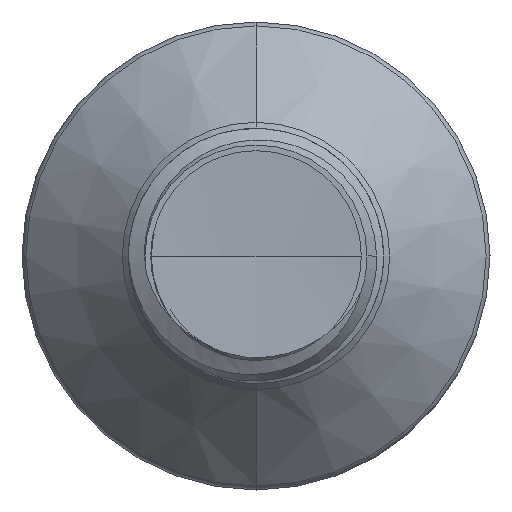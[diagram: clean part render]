
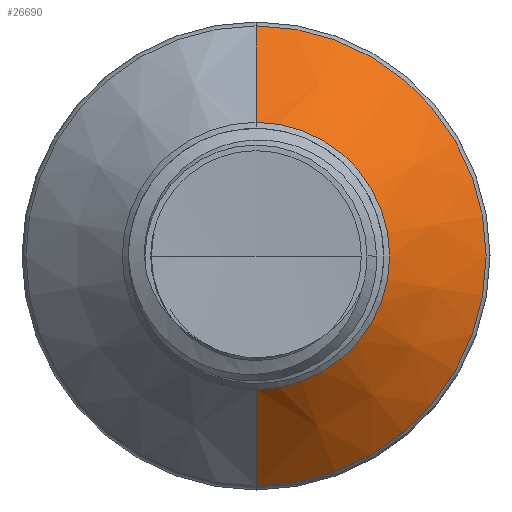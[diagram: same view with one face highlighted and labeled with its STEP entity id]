
A CAD part, front view. The second image highlights one B-rep face of the part: STEP entity #26690.
In plain terms, the highlighted conical face has half-angle 45 degrees and reference radius 1.571 mm.
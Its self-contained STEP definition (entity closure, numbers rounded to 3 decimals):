
#1949 = CIRCLE ( 'NONE', #10789, 1.571 ) ;
#2196 = EDGE_CURVE ( 'NONE', #18652, #19702, #1949, .T. ) ;
#2418 = CONICAL_SURFACE ( 'NONE', #15947, 1.571, 0.785 ) ;
#3238 = CIRCLE ( 'NONE', #20521, 2.704 ) ;
#3705 = DIRECTION ( 'NONE',  ( 0., 0., 1. ) ) ;
#3735 = DIRECTION ( 'NONE',  ( 0., 1., 0. ) ) ;
#3761 = CARTESIAN_POINT ( 'NONE',  ( 0., 8.293, 0. ) ) ;
#4299 = CARTESIAN_POINT ( 'NONE',  ( 0., 8.293, 1.571 ) ) ;
#5440 = DIRECTION ( 'NONE',  ( 0., 1., 0. ) ) ;
#6494 = DIRECTION ( 'NONE',  ( 0., 0.707, 0.707 ) ) ;
#7101 = CARTESIAN_POINT ( 'NONE',  ( 0., 8.293, 0. ) ) ;
#9251 = DIRECTION ( 'NONE',  ( 0., 0., 1. ) ) ;
#9937 = VECTOR ( 'NONE', #12827, 1000. ) ;
#10789 = AXIS2_PLACEMENT_3D ( 'NONE', #3761, #3735, #3705 ) ;
#11360 = CARTESIAN_POINT ( 'NONE',  ( 0., 8.293, -1.571 ) ) ;
#12445 = CARTESIAN_POINT ( 'NONE',  ( 0., 9.427, 2.704 ) ) ;
#12499 = ORIENTED_EDGE ( 'NONE', *, *, #23337, .T. ) ;
#12827 = DIRECTION ( 'NONE',  ( 0., 0.707, -0.707 ) ) ;
#13100 = ORIENTED_EDGE ( 'NONE', *, *, #18759, .F. ) ;
#15947 = AXIS2_PLACEMENT_3D ( 'NONE', #7101, #21741, #9251 ) ;
#16604 = LINE ( 'NONE', #4299, #26536 ) ;
#18138 = CARTESIAN_POINT ( 'NONE',  ( 0., 9.427, 0. ) ) ;
#18284 = EDGE_CURVE ( 'NONE', #18652, #20306, #16604, .T. ) ;
#18652 = VERTEX_POINT ( 'NONE', #19475 ) ;
#18759 = EDGE_CURVE ( 'NONE', #20306, #19060, #3238, .T. ) ;
#19060 = VERTEX_POINT ( 'NONE', #24917 ) ;
#19072 = ORIENTED_EDGE ( 'NONE', *, *, #2196, .T. ) ;
#19357 = EDGE_LOOP ( 'NONE', ( #19072, #12499, #13100, #20637 ) ) ;
#19475 = CARTESIAN_POINT ( 'NONE',  ( 0., 8.293, 1.571 ) ) ;
#19702 = VERTEX_POINT ( 'NONE', #11360 ) ;
#19981 = FACE_OUTER_BOUND ( 'NONE', #19357, .T. ) ;
#20158 = DIRECTION ( 'NONE',  ( 0., 0., 1. ) ) ;
#20306 = VERTEX_POINT ( 'NONE', #12445 ) ;
#20521 = AXIS2_PLACEMENT_3D ( 'NONE', #18138, #5440, #20158 ) ;
#20637 = ORIENTED_EDGE ( 'NONE', *, *, #18284, .F. ) ;
#21044 = LINE ( 'NONE', #23135, #9937 ) ;
#21741 = DIRECTION ( 'NONE',  ( 0., 1., 0. ) ) ;
#23135 = CARTESIAN_POINT ( 'NONE',  ( 0., 8.293, -1.571 ) ) ;
#23337 = EDGE_CURVE ( 'NONE', #19702, #19060, #21044, .T. ) ;
#24917 = CARTESIAN_POINT ( 'NONE',  ( 0., 9.427, -2.704 ) ) ;
#26536 = VECTOR ( 'NONE', #6494, 1000. ) ;
#26690 = ADVANCED_FACE ( 'NONE', ( #19981 ), #2418, .T. ) ;
